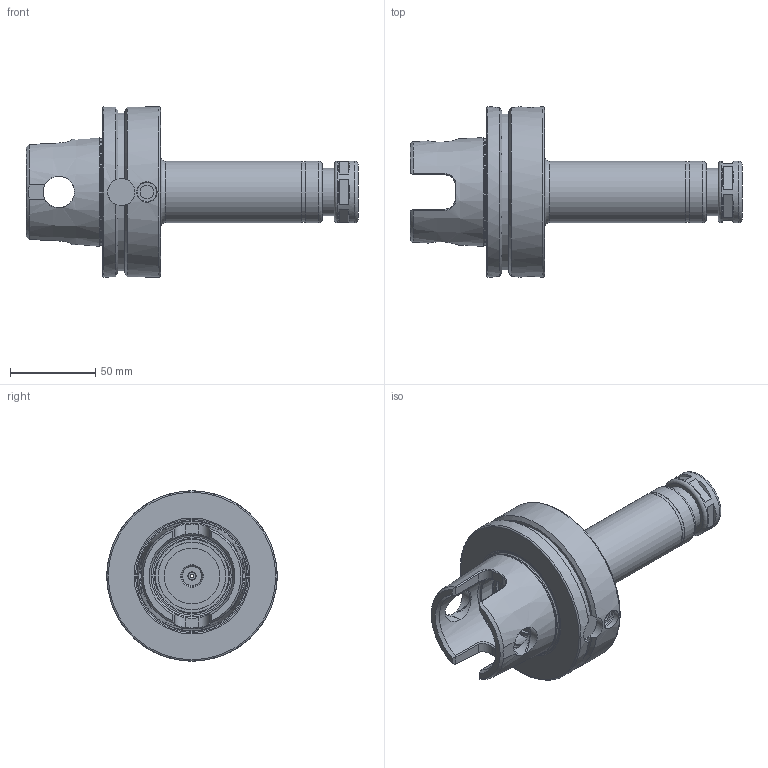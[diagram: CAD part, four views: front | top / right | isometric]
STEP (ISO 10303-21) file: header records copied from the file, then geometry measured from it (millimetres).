
FILE_DESCRIPTION((''),'2;1');
FILE_NAME('126011316150-3D.stp','2020-07-23T18:39:12',('nttooll'),(''),'Autodesk Inventor 2012','Autodesk Inventor 2012','');
FILE_SCHEMA(('AUTOMOTIVE_DESIGN { 1 0 10303 214 1 1 1 1 }'));
Length unit declared in the file: millimetre
Products named in the file (1): 126011316150-3D
Bounding box: 195 x 100 x 100 mm (x, y, z)
Volume: 386800.4 mm3; surface area: 64719.3 mm2
Topology: 1 solids, 2 shells, 183 faces, 395 edges, 247 vertices
Faces by surface type: plane 72, cylinder 51, cone 27, bspline 20, torus 13
Full cylindrical faces by diameter (mm): 2 x1, 4.5 x1, 5 x1, 8 x2, 11.2 x3, 12 x4, 12.8 x1, 13.319 x1, 15.8 x1, 15.9 x1, 16 x2, 16.3 x1, 17 x2, 17.5 x1, 18.5 x2, 20 x1, 22.1 x1, 24.5 x1, 28 x2, 31.2 x2, 32.6 x1, 35.6 x1, 36 x2, 36.3 x1, 44 x1, 48 x1, 63.3 x1, 100 x2
Entity records: 5276 total; most frequent: CARTESIAN_POINT 1830, DIRECTION 654, ORIENTED_EDGE 610, EDGE_CURVE 305, AXIS2_PLACEMENT_3D 303, EDGE_LOOP 298, VERTEX_POINT 233, FACE_OUTER_BOUND 183
